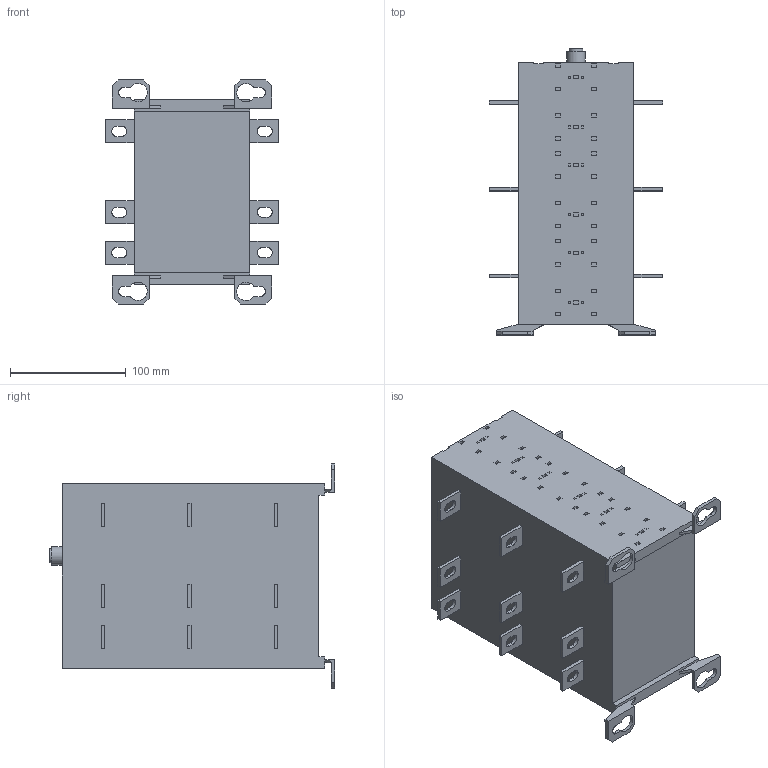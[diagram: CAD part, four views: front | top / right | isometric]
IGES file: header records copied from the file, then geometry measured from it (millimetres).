
Global section: file name: OT160-250E12Y_palikka.igs; preprocessor: I-DEAS 3D IGES Translator 11; date: 20110622.075212; units: millimetre
Bounding box: 150 x 247.5 x 194 mm (x, y, z)
Volume: 3586983.2 mm3; surface area: 181102.9 mm2
Topology: 1 solids, 1 shells, 707 faces, 1774 edges, 1180 vertices
Faces by surface type: bspline 707
